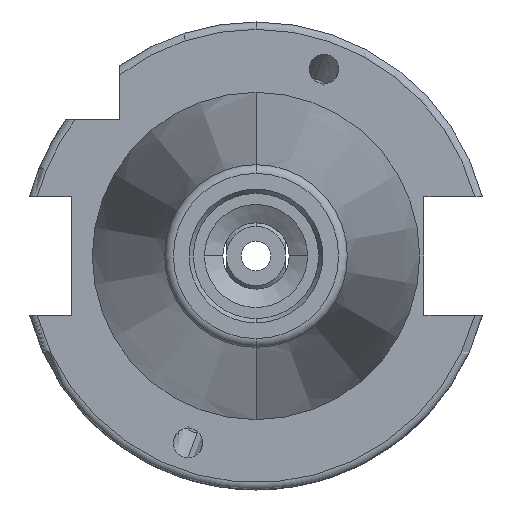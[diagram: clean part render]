
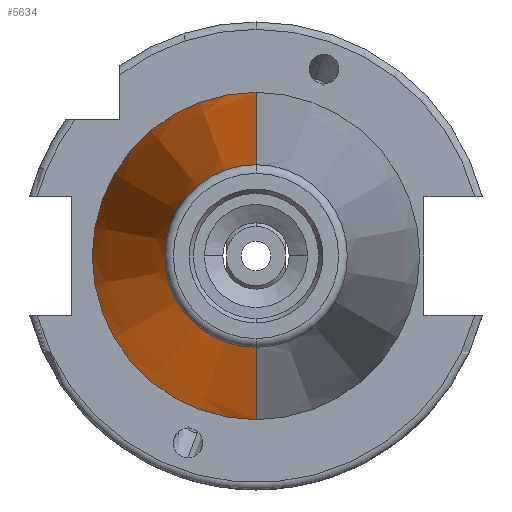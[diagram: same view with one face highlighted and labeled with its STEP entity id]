
A CAD part, left-side view. The second image highlights one B-rep face of the part: STEP entity #5634.
In plain terms, the highlighted conical face has half-angle 8.297 degrees and reference radius 22.225 mm.
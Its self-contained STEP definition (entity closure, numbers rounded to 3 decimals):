
#149 = VERTEX_POINT ( 'NONE', #1659 ) ;
#230 = ORIENTED_EDGE ( 'NONE', *, *, #615, .T. ) ;
#362 = LINE ( 'NONE', #5167, #1714 ) ;
#452 = VERTEX_POINT ( 'NONE', #5173 ) ;
#515 = EDGE_CURVE ( 'NONE', #149, #4321, #3039, .T. ) ;
#538 = ORIENTED_EDGE ( 'NONE', *, *, #515, .F. ) ;
#615 = EDGE_CURVE ( 'NONE', #4863, #452, #1329, .T. ) ;
#785 = AXIS2_PLACEMENT_3D ( 'NONE', #5100, #1480, #4563 ) ;
#1329 = CIRCLE ( 'NONE', #3540, 22.225 ) ;
#1403 = EDGE_CURVE ( 'NONE', #149, #4863, #4720, .T. ) ;
#1480 = DIRECTION ( 'NONE',  ( -1., 0., 0. ) ) ;
#1551 = DIRECTION ( 'NONE',  ( 0., 1., 0. ) ) ;
#1577 = CARTESIAN_POINT ( 'NONE',  ( 0., 0., 0. ) ) ;
#1659 = CARTESIAN_POINT ( 'NONE',  ( -67.373, -12.4, 0. ) ) ;
#1668 = CARTESIAN_POINT ( 'NONE',  ( 0., 0., 0. ) ) ;
#1714 = VECTOR ( 'NONE', #2066, 1000. ) ;
#2066 = DIRECTION ( 'NONE',  ( 0.99, 0.144, 0. ) ) ;
#2181 = DIRECTION ( 'NONE',  ( 0., -1., 0. ) ) ;
#3007 = EDGE_CURVE ( 'NONE', #4321, #452, #362, .T. ) ;
#3039 = CIRCLE ( 'NONE', #785, 12.4 ) ;
#3102 = FACE_OUTER_BOUND ( 'NONE', #5857, .T. ) ;
#3300 = AXIS2_PLACEMENT_3D ( 'NONE', #1577, #5694, #1551 ) ;
#3540 = AXIS2_PLACEMENT_3D ( 'NONE', #1668, #5279, #2181 ) ;
#3632 = CARTESIAN_POINT ( 'NONE',  ( 0., -22.225, 0. ) ) ;
#4031 = CARTESIAN_POINT ( 'NONE',  ( 0., -22.225, 0. ) ) ;
#4132 = CONICAL_SURFACE ( 'NONE', #3300, 22.225, 0.145 ) ;
#4321 = VERTEX_POINT ( 'NONE', #5517 ) ;
#4441 = ORIENTED_EDGE ( 'NONE', *, *, #3007, .F. ) ;
#4554 = VECTOR ( 'NONE', #6235, 1000. ) ;
#4563 = DIRECTION ( 'NONE',  ( 0., -1., 0. ) ) ;
#4720 = LINE ( 'NONE', #3632, #4554 ) ;
#4863 = VERTEX_POINT ( 'NONE', #4031 ) ;
#5100 = CARTESIAN_POINT ( 'NONE',  ( -67.373, 0., 0. ) ) ;
#5167 = CARTESIAN_POINT ( 'NONE',  ( 0., 22.225, 0. ) ) ;
#5173 = CARTESIAN_POINT ( 'NONE',  ( 0., 22.225, 0. ) ) ;
#5279 = DIRECTION ( 'NONE',  ( -1., 0., 0. ) ) ;
#5517 = CARTESIAN_POINT ( 'NONE',  ( -67.373, 12.4, 0. ) ) ;
#5524 = ORIENTED_EDGE ( 'NONE', *, *, #1403, .T. ) ;
#5634 = ADVANCED_FACE ( 'NONE', ( #3102 ), #4132, .T. ) ;
#5694 = DIRECTION ( 'NONE',  ( 1., 0., 0. ) ) ;
#5857 = EDGE_LOOP ( 'NONE', ( #538, #5524, #230, #4441 ) ) ;
#6235 = DIRECTION ( 'NONE',  ( 0.99, -0.144, 0. ) ) ;
